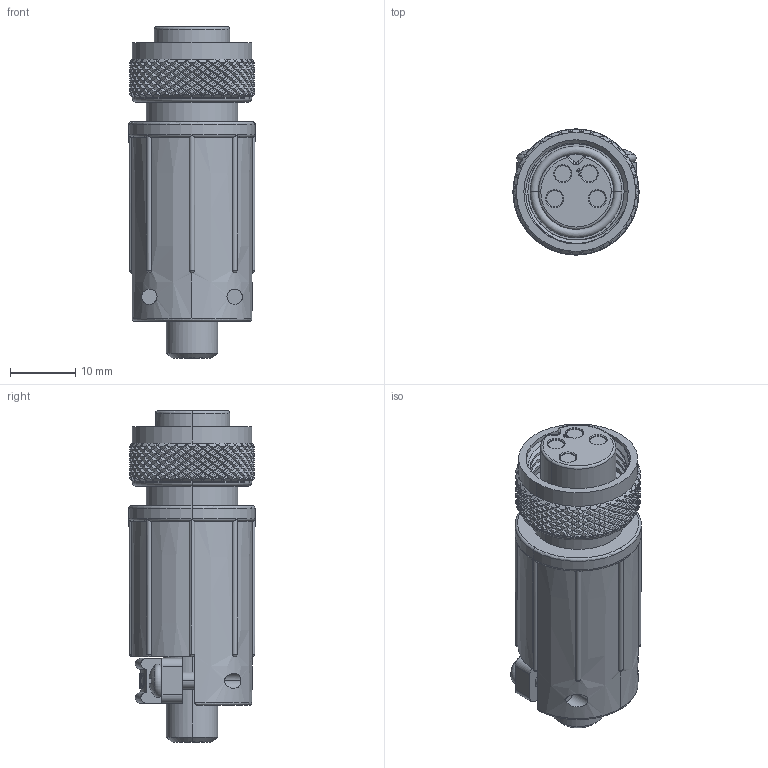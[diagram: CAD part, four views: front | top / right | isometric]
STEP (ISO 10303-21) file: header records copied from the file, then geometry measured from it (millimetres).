
FILE_DESCRIPTION (( 'STEP AP203' ), '1' );
FILE_NAME ('SF6382-4SG-520.STEP', '2013-09-23T14:47:52', ( 'J0FPBF1' ), ( '' ), 'SwSTEP 2.0', 'SolidWorks 2012', '' );
FILE_SCHEMA (( 'CONFIG_CONTROL_DESIGN' ));
Products named in the file (1): SF6382-4SG-520
Bounding box: 19.38 x 19.38 x 50.98 mm (x, y, z)
Volume: 10597.5 mm3; surface area: 5105.5 mm2
Topology: 1 solids, 1 shells, 2212 faces, 4737 edges, 2539 vertices
Faces by surface type: bspline 1605, cylinder 437, plane 104, cone 24, sphere 22, torus 20
Entity records: 110610 total; most frequent: CARTESIAN_POINT 79504, ORIENTED_EDGE 9378, EDGE_CURVE 4689, DIRECTION 2769, VERTEX_POINT 2509, EDGE_LOOP 2226, FACE_OUTER_BOUND 2202, ADVANCED_FACE 2202
